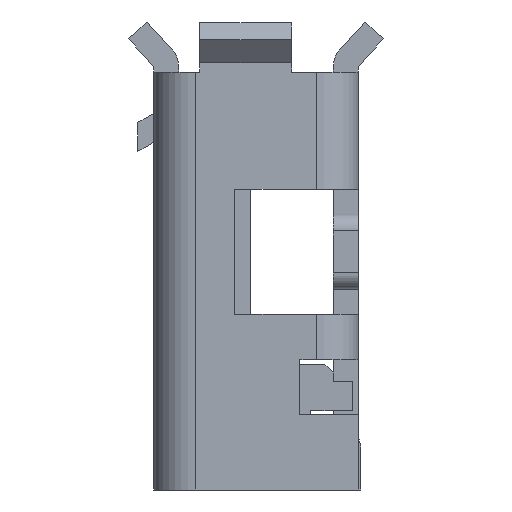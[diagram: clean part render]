
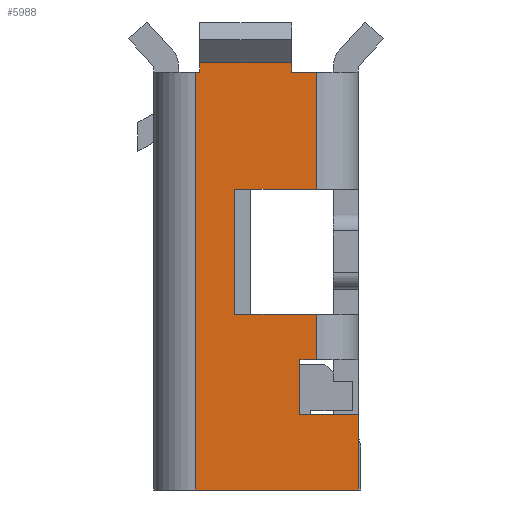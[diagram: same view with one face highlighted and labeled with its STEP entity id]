
A CAD part, left-side view. The second image highlights one B-rep face of the part: STEP entity #5988.
In plain terms, the highlighted planar face has unit normal (-1, 0, 0).
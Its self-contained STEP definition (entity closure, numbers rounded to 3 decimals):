
#102=DIRECTION('',(0.,1.,0.));
#103=VECTOR('',#102,0.3);
#104=CARTESIAN_POINT('',(-3.75,-0.725,-0.6));
#105=LINE('',#104,#103);
#144=DIRECTION('',(0.,1.,0.));
#145=VECTOR('',#144,0.05);
#146=CARTESIAN_POINT('',(-3.75,0.675,-0.6));
#147=LINE('',#146,#145);
#208=DIRECTION('',(0.,0.,1.));
#209=VECTOR('',#208,0.112);
#210=CARTESIAN_POINT('',(-3.75,-0.425,-0.6));
#211=LINE('',#210,#209);
#258=DIRECTION('',(0.,0.,1.));
#259=VECTOR('',#258,0.66);
#260=CARTESIAN_POINT('',(-3.75,-0.525,-4.7));
#261=LINE('',#260,#259);
#262=DIRECTION('',(0.,0.,1.));
#263=VECTOR('',#262,0.9);
#264=CARTESIAN_POINT('',(-3.75,-1.225,-5.6));
#265=LINE('',#264,#263);
#266=DIRECTION('',(0.,1.,0.));
#267=VECTOR('',#266,1.95);
#268=CARTESIAN_POINT('',(-3.75,-1.225,-5.6));
#269=LINE('',#268,#267);
#270=DIRECTION('',(0.,0.,1.));
#271=VECTOR('',#270,5.);
#272=CARTESIAN_POINT('',(-3.75,0.725,-5.6));
#273=LINE('',#272,#271);
#274=DIRECTION('',(0.,-1.,0.));
#275=VECTOR('',#274,1.1);
#276=CARTESIAN_POINT('',(-3.75,0.675,-0.488));
#277=LINE('',#276,#275);
#278=DIRECTION('',(0.,1.,0.));
#279=VECTOR('',#278,0.98);
#280=CARTESIAN_POINT('',(-3.75,-0.725,-2.));
#281=LINE('',#280,#279);
#282=DIRECTION('',(0.,0.,-1.));
#283=VECTOR('',#282,1.5);
#284=CARTESIAN_POINT('',(-3.75,0.255,-2.));
#285=LINE('',#284,#283);
#286=DIRECTION('',(0.,-1.,0.));
#287=VECTOR('',#286,0.98);
#288=CARTESIAN_POINT('',(-3.75,0.255,-3.5));
#289=LINE('',#288,#287);
#290=DIRECTION('',(0.,-1.,0.));
#291=VECTOR('',#290,0.2);
#292=CARTESIAN_POINT('',(-3.75,-0.525,-4.04));
#293=LINE('',#292,#291);
#364=DIRECTION('',(0.,1.,0.));
#365=VECTOR('',#364,0.7);
#366=CARTESIAN_POINT('',(-3.75,-1.225,-4.7));
#367=LINE('',#366,#365);
#1118=DIRECTION('',(0.,0.,1.));
#1119=VECTOR('',#1118,0.112);
#1120=CARTESIAN_POINT('',(-3.75,0.675,-0.6));
#1121=LINE('',#1120,#1119);
#1201=DIRECTION('',(0.,0.,1.));
#1202=VECTOR('',#1201,0.54);
#1203=CARTESIAN_POINT('',(-3.75,-0.725,-4.04));
#1204=LINE('',#1203,#1202);
#1210=DIRECTION('',(0.,0.,1.));
#1211=VECTOR('',#1210,1.4);
#1212=CARTESIAN_POINT('',(-3.75,-0.725,-2.));
#1213=LINE('',#1212,#1211);
#4446=CARTESIAN_POINT('',(-3.75,0.725,-0.6));
#4448=VERTEX_POINT('',#4446);
#4451=CARTESIAN_POINT('',(-3.75,-0.725,-0.6));
#4453=VERTEX_POINT('',#4451);
#4478=CARTESIAN_POINT('',(-3.75,0.725,-5.6));
#4480=VERTEX_POINT('',#4478);
#4564=CARTESIAN_POINT('',(-3.75,-0.425,-0.488));
#4565=VERTEX_POINT('',#4564);
#4584=CARTESIAN_POINT('',(-3.75,0.675,-0.488));
#4585=VERTEX_POINT('',#4584);
#4587=CARTESIAN_POINT('',(-3.75,-0.425,-0.6));
#4589=VERTEX_POINT('',#4587);
#4595=CARTESIAN_POINT('',(-3.75,0.675,-0.6));
#4597=VERTEX_POINT('',#4595);
#4602=CARTESIAN_POINT('',(-3.75,-0.725,-4.04));
#4604=VERTEX_POINT('',#4602);
#4631=CARTESIAN_POINT('',(-3.75,-0.525,-4.04));
#4633=VERTEX_POINT('',#4631);
#4647=CARTESIAN_POINT('',(-3.75,-0.525,-4.7));
#4649=VERTEX_POINT('',#4647);
#4886=CARTESIAN_POINT('',(-3.75,0.255,-2.));
#4887=CARTESIAN_POINT('',(-3.75,0.255,-3.5));
#4888=VERTEX_POINT('',#4886);
#4889=VERTEX_POINT('',#4887);
#4890=CARTESIAN_POINT('',(-3.75,-0.725,-3.5));
#4891=VERTEX_POINT('',#4890);
#4892=CARTESIAN_POINT('',(-3.75,-0.725,-2.));
#4893=VERTEX_POINT('',#4892);
#4995=CARTESIAN_POINT('',(-3.75,-1.225,-5.6));
#4997=VERTEX_POINT('',#4995);
#5003=CARTESIAN_POINT('',(-3.75,-1.225,-4.7));
#5005=VERTEX_POINT('',#5003);
#5952=CARTESIAN_POINT('',(-3.75,0.725,-0.6));
#5953=DIRECTION('',(-1.,0.,0.));
#5954=DIRECTION('',(0.,-1.,0.));
#5955=AXIS2_PLACEMENT_3D('',#5952,#5953,#5954);
#5956=PLANE('',#5955);
#5958=ORIENTED_EDGE('',*,*,#5957,.F.);
#5960=ORIENTED_EDGE('',*,*,#5959,.F.);
#5962=ORIENTED_EDGE('',*,*,#5961,.F.);
#5964=ORIENTED_EDGE('',*,*,#5963,.T.);
#5966=ORIENTED_EDGE('',*,*,#5965,.T.);
#5967=ORIENTED_EDGE('',*,*,#5869,.F.);
#5969=ORIENTED_EDGE('',*,*,#5968,.T.);
#5971=ORIENTED_EDGE('',*,*,#5970,.T.);
#5972=ORIENTED_EDGE('',*,*,#5916,.F.);
#5973=ORIENTED_EDGE('',*,*,#5833,.F.);
#5975=ORIENTED_EDGE('',*,*,#5974,.F.);
#5977=ORIENTED_EDGE('',*,*,#5976,.T.);
#5979=ORIENTED_EDGE('',*,*,#5978,.T.);
#5981=ORIENTED_EDGE('',*,*,#5980,.T.);
#5983=ORIENTED_EDGE('',*,*,#5982,.F.);
#5985=ORIENTED_EDGE('',*,*,#5984,.F.);
#5986=EDGE_LOOP('',(#5958,#5960,#5962,#5964,#5966,#5967,#5969,#5971,#5972,#5973,
#5975,#5977,#5979,#5981,#5983,#5985));
#5987=FACE_OUTER_BOUND('',#5986,.F.);
#5988=ADVANCED_FACE('',(#5987),#5956,.T.);
#5833=EDGE_CURVE('',#4453,#4589,#105,.T.);
#5869=EDGE_CURVE('',#4597,#4448,#147,.T.);
#5916=EDGE_CURVE('',#4589,#4565,#211,.T.);
#5957=EDGE_CURVE('',#4649,#4633,#261,.T.);
#5959=EDGE_CURVE('',#5005,#4649,#367,.T.);
#5961=EDGE_CURVE('',#4997,#5005,#265,.T.);
#5963=EDGE_CURVE('',#4997,#4480,#269,.T.);
#5965=EDGE_CURVE('',#4480,#4448,#273,.T.);
#5968=EDGE_CURVE('',#4597,#4585,#1121,.T.);
#5970=EDGE_CURVE('',#4585,#4565,#277,.T.);
#5974=EDGE_CURVE('',#4893,#4453,#1213,.T.);
#5976=EDGE_CURVE('',#4893,#4888,#281,.T.);
#5978=EDGE_CURVE('',#4888,#4889,#285,.T.);
#5980=EDGE_CURVE('',#4889,#4891,#289,.T.);
#5982=EDGE_CURVE('',#4604,#4891,#1204,.T.);
#5984=EDGE_CURVE('',#4633,#4604,#293,.T.);
